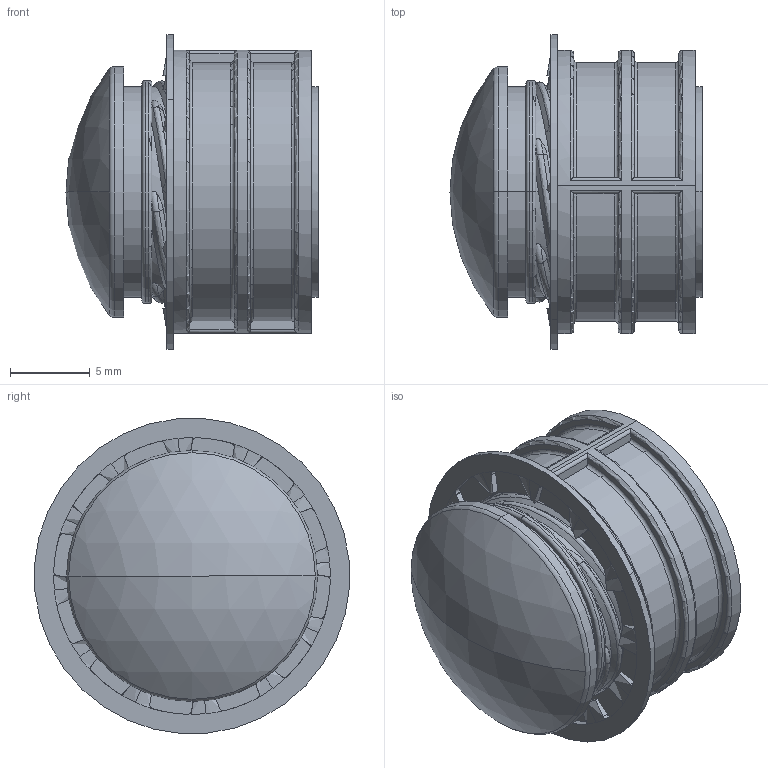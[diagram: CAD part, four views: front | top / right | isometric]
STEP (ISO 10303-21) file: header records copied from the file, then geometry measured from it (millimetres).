
FILE_DESCRIPTION (( 'STEP AP214' ), '1' );
FILE_NAME ('HMS 462 XXX.STEP', '2018-02-06T17:29:30', ( '' ), ( '' ), 'SwSTEP 2.0', 'SolidWorks 2016', '' );
FILE_SCHEMA (( 'AUTOMOTIVE_DESIGN' ));
Length unit declared in the file: inch
Products named in the file (4): RNG 461; HLW 461; 462 XXX; HMS 462 XXX
Assembly tree (3 placements, depth 2):
  HMS 462 XXX
    462 XXX
    HLW 461
    RNG 461
Bounding box: 15.82 x 19.76 x 19.76 mm (x, y, z)
Volume: 1441.6 mm3; surface area: 3119.4 mm2
Topology: 3 solids, 3 shells, 355 faces, 1200 edges, 856 vertices
Faces by surface type: bspline 102, cylinder 96, plane 65, cone 56, torus 34, sphere 2
Entity records: 24529 total; most frequent: CARTESIAN_POINT 14328, ORIENTED_EDGE 2396, DIRECTION 1334, EDGE_CURVE 1198, VERTEX_POINT 856, B_SPLINE_CURVE_WITH_KNOTS 528, AXIS2_PLACEMENT_3D 490, EDGE_LOOP 366
